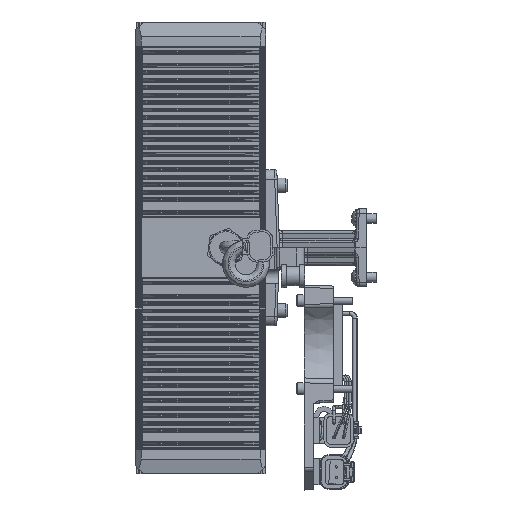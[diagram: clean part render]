
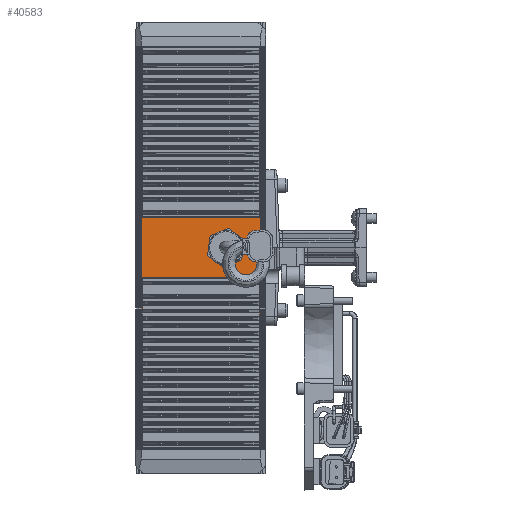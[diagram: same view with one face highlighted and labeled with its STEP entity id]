
A CAD part, left-side view. The second image highlights one B-rep face of the part: STEP entity #40583.
In plain terms, the highlighted planar face has unit normal (-1, 0, 0).
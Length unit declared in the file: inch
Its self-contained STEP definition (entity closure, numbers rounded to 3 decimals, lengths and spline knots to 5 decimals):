
#2939 = AXIS2_PLACEMENT_3D ( 'NONE', #10319, #70010, #15829 ) ;
#4521 = CARTESIAN_POINT ( 'NONE',  ( -0.232, 2.575, 5.15 ) ) ;
#4905 = PLANE ( 'NONE',  #2939 ) ;
#5249 = VECTOR ( 'NONE', #58802, 39.37008 ) ;
#5821 = VECTOR ( 'NONE', #37031, 39.37008 ) ;
#9062 = VERTEX_POINT ( 'NONE', #37898 ) ;
#10179 = CARTESIAN_POINT ( 'NONE',  ( -0.232, 2.71079, 0. ) ) ;
#10319 = CARTESIAN_POINT ( 'NONE',  ( -0.232, 5.75483, -5.15 ) ) ;
#12031 = VECTOR ( 'NONE', #48471, 39.37008 ) ;
#12677 = ORIENTED_EDGE ( 'NONE', *, *, #41461, .T. ) ;
#13883 = ORIENTED_EDGE ( 'NONE', *, *, #31810, .T. ) ;
#15829 = DIRECTION ( 'NONE',  ( 0., -1., 0. ) ) ;
#16284 = VERTEX_POINT ( 'NONE', #48694 ) ;
#20381 = EDGE_CURVE ( 'NONE', #16284, #32759, #48606, .T. ) ;
#22560 = ORIENTED_EDGE ( 'NONE', *, *, #20381, .T. ) ;
#28171 = LINE ( 'NONE', #46657, #69876 ) ;
#31810 = EDGE_CURVE ( 'NONE', #32759, #9062, #28171, .T. ) ;
#32759 = VERTEX_POINT ( 'NONE', #34247 ) ;
#33027 = LINE ( 'NONE', #4521, #5821 ) ;
#34247 = CARTESIAN_POINT ( 'NONE',  ( -0.232, 5.75483, -5.15 ) ) ;
#37031 = DIRECTION ( 'NONE',  ( 0., -1., 0. ) ) ;
#37898 = CARTESIAN_POINT ( 'NONE',  ( -0.232, 2.71079, -5.15 ) ) ;
#40105 = FACE_OUTER_BOUND ( 'NONE', #53937, .T. ) ;
#40583 = ADVANCED_FACE ( 'NONE', ( #40105 ), #4905, .T. ) ;
#41461 = EDGE_CURVE ( 'NONE', #9062, #48678, #55385, .T. ) ;
#46657 = CARTESIAN_POINT ( 'NONE',  ( -0.232, 5.75483, -5.15 ) ) ;
#47586 = CARTESIAN_POINT ( 'NONE',  ( -0.232, 2.71079, 5.15 ) ) ;
#48471 = DIRECTION ( 'NONE',  ( 0., 0., 1. ) ) ;
#48606 = LINE ( 'NONE', #53373, #5249 ) ;
#48678 = VERTEX_POINT ( 'NONE', #47586 ) ;
#48694 = CARTESIAN_POINT ( 'NONE',  ( -0.232, 5.75483, 5.15 ) ) ;
#53373 = CARTESIAN_POINT ( 'NONE',  ( -0.232, 5.75483, 0. ) ) ;
#53937 = EDGE_LOOP ( 'NONE', ( #13883, #12677, #55437, #22560 ) ) ;
#55385 = LINE ( 'NONE', #10179, #12031 ) ;
#55437 = ORIENTED_EDGE ( 'NONE', *, *, #68398, .F. ) ;
#58802 = DIRECTION ( 'NONE',  ( 0., 0., -1. ) ) ;
#68398 = EDGE_CURVE ( 'NONE', #16284, #48678, #33027, .T. ) ;
#68540 = DIRECTION ( 'NONE',  ( 0., -1., 0. ) ) ;
#69876 = VECTOR ( 'NONE', #68540, 39.37008 ) ;
#70010 = DIRECTION ( 'NONE',  ( -1., 0., 0. ) ) ;
